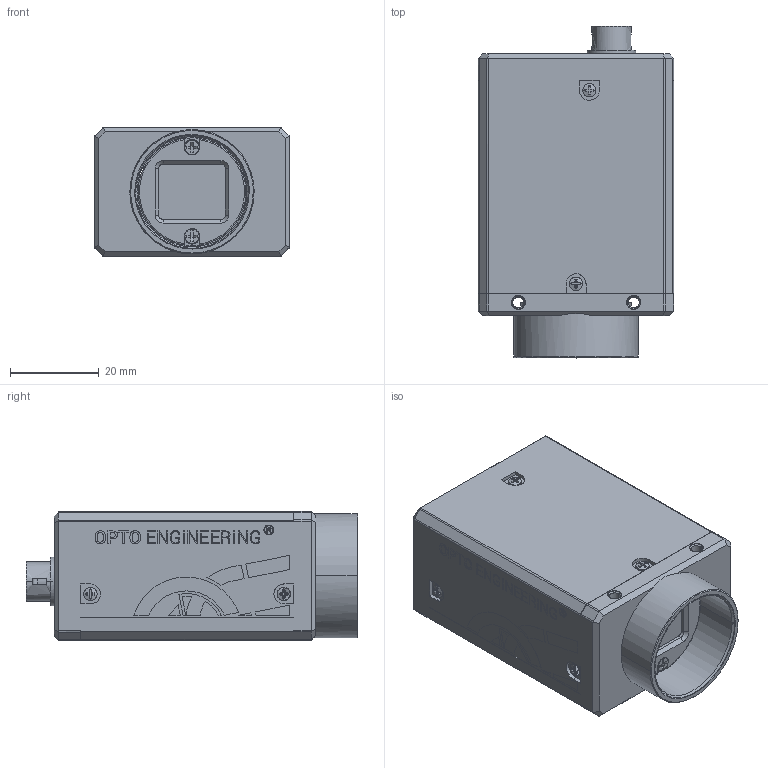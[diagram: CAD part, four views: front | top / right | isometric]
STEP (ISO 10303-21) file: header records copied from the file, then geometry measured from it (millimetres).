
FILE_DESCRIPTION (( 'STEP AP203' ), '1' );
FILE_NAME ('DP28948-B_COE-XXX-Y-USB-TYPE 2.step', '2021-11-29T09:28:19', ( '' ), ( '' ), 'SwSTEP 2.0', 'SolidWorks 2021', '' );
FILE_SCHEMA (( 'CONFIG_CONTROL_DESIGN' ));
Products named in the file (1): DP28948-B_COE-XXX-Y-USB-TYPE 2
Bounding box: 44.01 x 74.78 x 29.1 mm (x, y, z)
Surface area: 14633 mm2 (no closed solid volume)
Topology: 0 solids, 68 shells, 748 faces, 3225 edges, 2441 vertices
Faces by surface type: bspline 421, plane 327
Entity records: 43792 total; most frequent: CARTESIAN_POINT 27246, ORIENTED_EDGE 4667, EDGE_CURVE 3225, VERTEX_POINT 2451, B_SPLINE_CURVE_WITH_KNOTS 2356, EDGE_LOOP 812, FACE_OUTER_BOUND 750, ADVANCED_FACE 750
